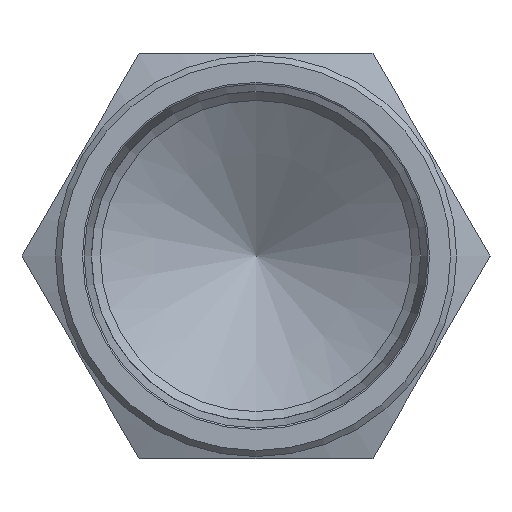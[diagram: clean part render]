
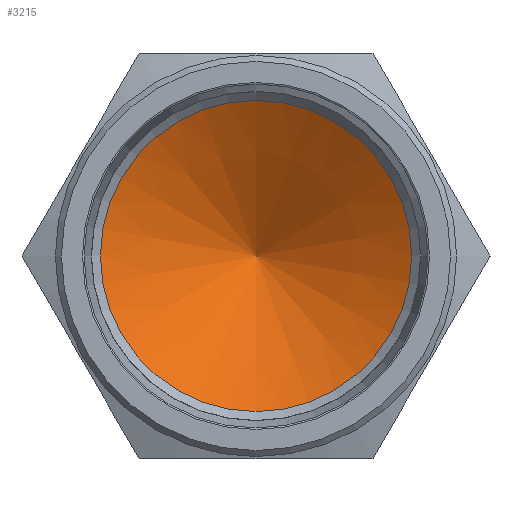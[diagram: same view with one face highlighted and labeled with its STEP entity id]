
A CAD part, left-side view. The second image highlights one B-rep face of the part: STEP entity #3215.
In plain terms, the highlighted conical face has half-angle 59 degrees and reference radius 17.545 mm.
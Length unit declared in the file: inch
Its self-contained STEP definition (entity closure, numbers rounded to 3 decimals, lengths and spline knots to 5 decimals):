
#3192=CARTESIAN_POINT('',(0.91,0.0,0.7675));
#3193=VERTEX_POINT('',#3192);
#3194=CARTESIAN_POINT('',(0.91,0.0,0.0));
#3195=DIRECTION('',(-1.0,0.0,0.0));
#3196=DIRECTION('',(0.0,0.0,1.0));
#3197=AXIS2_PLACEMENT_3D('',#3194,#3195,#3196);
#3198=CIRCLE('',#3197,0.7675);
#3199=EDGE_CURVE('',#3193,#3193,#3198,.T.);
#3207=CARTESIAN_POINT('',(0.95612,0.,0.0));
#3208=DIRECTION('',(-1.0,0.,0.));
#3209=DIRECTION('',(0.,-0.581,-0.814));
#3210=AXIS2_PLACEMENT_3D('',#3207,#3208,#3209);
#3211=CONICAL_SURFACE('',#3210,0.69075,59.);
#3212=ORIENTED_EDGE('',*,*,#3199,.T.);
#3213=EDGE_LOOP('',(#3212));
#3214=FACE_OUTER_BOUND('',#3213,.T.);
#3215=ADVANCED_FACE('',(#3214),#3211,.F.);
